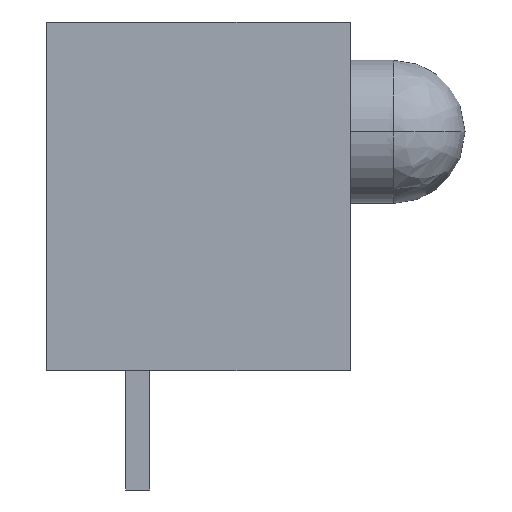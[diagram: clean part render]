
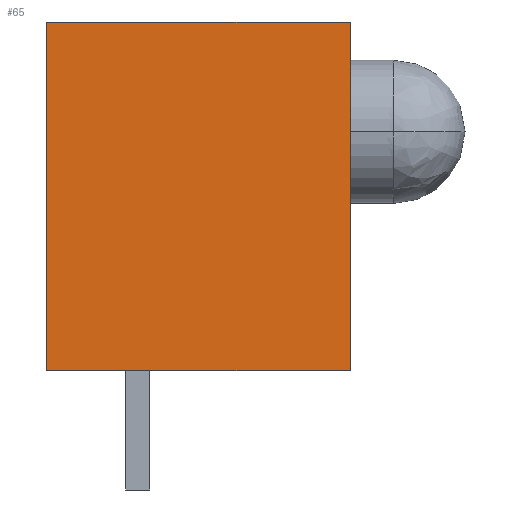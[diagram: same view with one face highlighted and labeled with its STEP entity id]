
A CAD part, left-side view. The second image highlights one B-rep face of the part: STEP entity #65.
In plain terms, the highlighted planar face has unit normal (-1, 0, 0).
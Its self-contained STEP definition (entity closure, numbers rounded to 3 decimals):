
#39 = LINE ( 'NONE', #422, #676 ) ;
#65 = ADVANCED_FACE ( 'NONE', ( #996 ), #368, .F. ) ;
#135 = EDGE_CURVE ( 'NONE', #1037, #793, #1193, .T. ) ;
#171 = DIRECTION ( 'NONE',  ( 1., 0., 0. ) ) ;
#195 = CARTESIAN_POINT ( 'NONE',  ( -0.229, 3.175, 0. ) ) ;
#225 = CARTESIAN_POINT ( 'NONE',  ( -0.229, -3.175, 0. ) ) ;
#233 = AXIS2_PLACEMENT_3D ( 'NONE', #252, #171, #1032 ) ;
#252 = CARTESIAN_POINT ( 'NONE',  ( -0.229, 3.175, 0. ) ) ;
#263 = VECTOR ( 'NONE', #1431, 1000. ) ;
#327 = EDGE_CURVE ( 'NONE', #793, #1148, #39, .T. ) ;
#350 = CARTESIAN_POINT ( 'NONE',  ( -0.229, -3.175, 7.3 ) ) ;
#360 = ORIENTED_EDGE ( 'NONE', *, *, #813, .F. ) ;
#368 = PLANE ( 'NONE',  #233 ) ;
#422 = CARTESIAN_POINT ( 'NONE',  ( -0.229, 3.175, 7.3 ) ) ;
#471 = LINE ( 'NONE', #962, #1560 ) ;
#559 = ORIENTED_EDGE ( 'NONE', *, *, #135, .F. ) ;
#664 = CARTESIAN_POINT ( 'NONE',  ( -0.229, 3.175, 7.3 ) ) ;
#666 = CARTESIAN_POINT ( 'NONE',  ( -0.229, 3.175, 0. ) ) ;
#676 = VECTOR ( 'NONE', #931, 1000. ) ;
#717 = CARTESIAN_POINT ( 'NONE',  ( -0.229, 3.175, 0. ) ) ;
#793 = VERTEX_POINT ( 'NONE', #664 ) ;
#813 = EDGE_CURVE ( 'NONE', #1141, #1037, #1030, .T. ) ;
#873 = EDGE_CURVE ( 'NONE', #1148, #1141, #471, .T. ) ;
#875 = ORIENTED_EDGE ( 'NONE', *, *, #327, .F. ) ;
#917 = VECTOR ( 'NONE', #1292, 1000. ) ;
#929 = EDGE_LOOP ( 'NONE', ( #1105, #875, #559, #360 ) ) ;
#931 = DIRECTION ( 'NONE',  ( 0., -1., 0. ) ) ;
#962 = CARTESIAN_POINT ( 'NONE',  ( -0.229, -3.175, 0. ) ) ;
#996 = FACE_OUTER_BOUND ( 'NONE', #929, .T. ) ;
#1030 = LINE ( 'NONE', #195, #917 ) ;
#1032 = DIRECTION ( 'NONE',  ( 0., 0., -1. ) ) ;
#1037 = VERTEX_POINT ( 'NONE', #717 ) ;
#1105 = ORIENTED_EDGE ( 'NONE', *, *, #873, .F. ) ;
#1141 = VERTEX_POINT ( 'NONE', #225 ) ;
#1148 = VERTEX_POINT ( 'NONE', #350 ) ;
#1193 = LINE ( 'NONE', #666, #263 ) ;
#1292 = DIRECTION ( 'NONE',  ( 0., 1., 0. ) ) ;
#1360 = DIRECTION ( 'NONE',  ( 0., 0., -1. ) ) ;
#1431 = DIRECTION ( 'NONE',  ( 0., 0., 1. ) ) ;
#1560 = VECTOR ( 'NONE', #1360, 1000. ) ;
